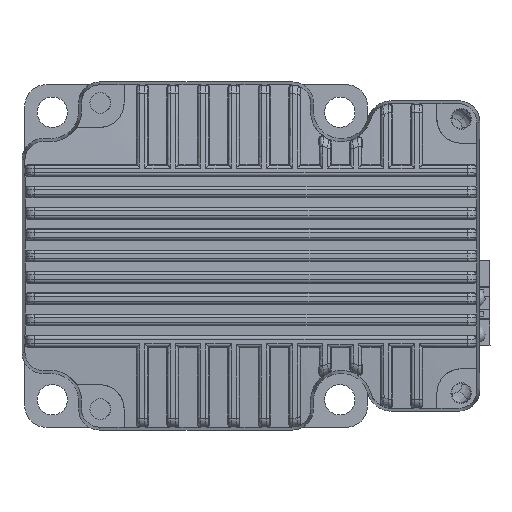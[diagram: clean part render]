
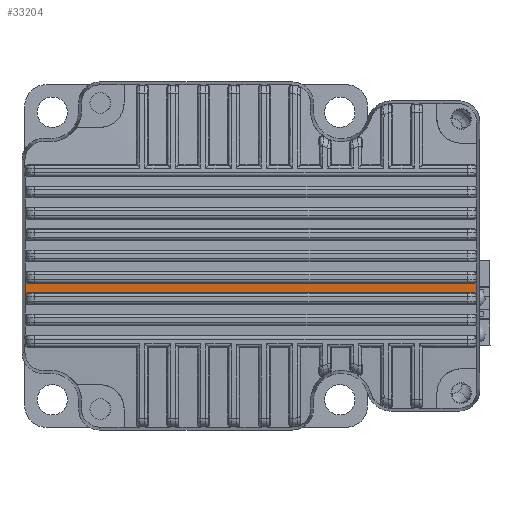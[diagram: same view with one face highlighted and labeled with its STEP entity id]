
A CAD part, front view. The second image highlights one B-rep face of the part: STEP entity #33204.
In plain terms, the highlighted cylindrical face has radius 272.359 mm (diameter 544.717 mm), a partial arc.
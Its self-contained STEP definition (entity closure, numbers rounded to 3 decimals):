
#718 = EDGE_CURVE ( 'NONE', #5637, #5721, #8826, .T. ) ;
#1148 = VERTEX_POINT ( 'NONE', #32753 ) ;
#1200 =( BOUNDED_CURVE ( )  B_SPLINE_CURVE ( 3, ( #22192, #12635, #5660, #35236 ),
 .UNSPECIFIED., .F., .F. ) 
 B_SPLINE_CURVE_WITH_KNOTS ( ( 4, 4 ),
 ( 0.015, 0.024 ),
 .UNSPECIFIED. ) 
 CURVE ( )  GEOMETRIC_REPRESENTATION_ITEM ( )  RATIONAL_B_SPLINE_CURVE ( ( 1., 1., 1., 1. ) ) 
 REPRESENTATION_ITEM ( '' )  );
#1278 = CARTESIAN_POINT ( 'NONE',  ( 56.648, -108.083, 55.487 ) ) ;
#1982 = CARTESIAN_POINT ( 'NONE',  ( 56.886, -108.073, 55.042 ) ) ;
#2206 = CARTESIAN_POINT ( 'NONE',  ( 56.386, -108.114, 57.1 ) ) ;
#2348 = VECTOR ( 'NONE', #27972, 1000. ) ;
#3772 = VERTEX_POINT ( 'NONE', #4365 ) ;
#4186 = ORIENTED_EDGE ( 'NONE', *, *, #30418, .T. ) ;
#4365 = CARTESIAN_POINT ( 'NONE',  ( -16.711, -108.114, 57.1 ) ) ;
#4610 = EDGE_CURVE ( 'NONE', #10837, #5721, #21166, .T. ) ;
#5016 = ORIENTED_EDGE ( 'NONE', *, *, #37958, .F. ) ;
#5202 = CARTESIAN_POINT ( 'NONE',  ( -17.211, -108.122, 57.6 ) ) ;
#5637 = VERTEX_POINT ( 'NONE', #1982 ) ;
#5642 = CARTESIAN_POINT ( 'NONE',  ( 56.886, -108.122, 57.6 ) ) ;
#5660 = CARTESIAN_POINT ( 'NONE',  ( 56.886, -108.093, 55.894 ) ) ;
#5721 = VERTEX_POINT ( 'NONE', #11521 ) ;
#6117 = CARTESIAN_POINT ( 'NONE',  ( -16.711, -108.114, 57.1 ) ) ;
#7874 = VERTEX_POINT ( 'NONE', #5202 ) ;
#7878 = EDGE_CURVE ( 'NONE', #1148, #10837, #38307, .T. ) ;
#8416 = ORIENTED_EDGE ( 'NONE', *, *, #4610, .T. ) ;
#8826 = B_SPLINE_CURVE_WITH_KNOTS ( 'NONE', 3,
 ( #20819, #21091, #14533, #1278, #24205, #30601 ),
 .UNSPECIFIED., .F., .F.,
 ( 4, 2, 4 ),
 ( 0., 0., 0.001 ),
 .UNSPECIFIED. ) ;
#9389 = CARTESIAN_POINT ( 'NONE',  ( -17.211, -108.12, 57.468 ) ) ;
#9660 = CARTESIAN_POINT ( 'NONE',  ( -16.843, -108.114, 57.1 ) ) ;
#10122 = CARTESIAN_POINT ( 'NONE',  ( -17.211, -108.122, 57.6 ) ) ;
#10749 = EDGE_LOOP ( 'NONE', ( #5016, #15222, #8416, #28168, #14673, #4186, #15016, #33691 ) ) ;
#10837 = VERTEX_POINT ( 'NONE', #11757 ) ;
#11343 = CARTESIAN_POINT ( 'NONE',  ( 184.931, -108.084, 55.541 ) ) ;
#11521 = CARTESIAN_POINT ( 'NONE',  ( 56.386, -108.084, 55.541 ) ) ;
#11757 = CARTESIAN_POINT ( 'NONE',  ( -16.712, -108.084, 55.541 ) ) ;
#12206 = AXIS2_PLACEMENT_3D ( 'NONE', #39999, #27033, #40141 ) ;
#12635 = CARTESIAN_POINT ( 'NONE',  ( 56.886, -108.11, 56.747 ) ) ;
#12682 = CARTESIAN_POINT ( 'NONE',  ( -17.211, -108.122, 57.6 ) ) ;
#12824 = CARTESIAN_POINT ( 'NONE',  ( 56.886, -108.122, 57.6 ) ) ;
#13121 = CARTESIAN_POINT ( 'NONE',  ( -16.972, -108.115, 57.154 ) ) ;
#13721 = CARTESIAN_POINT ( 'NONE',  ( -17.212, -108.073, 55.042 ) ) ;
#14533 = CARTESIAN_POINT ( 'NONE',  ( 56.832, -108.079, 55.303 ) ) ;
#14641 = CARTESIAN_POINT ( 'NONE',  ( -16.712, -108.084, 55.541 ) ) ;
#14673 = ORIENTED_EDGE ( 'NONE', *, *, #16620, .F. ) ;
#15016 = ORIENTED_EDGE ( 'NONE', *, *, #29552, .T. ) ;
#15222 = ORIENTED_EDGE ( 'NONE', *, *, #7878, .T. ) ;
#16356 = FACE_OUTER_BOUND ( 'NONE', #10749, .T. ) ;
#16620 = EDGE_CURVE ( 'NONE', #34288, #5637, #1200, .T. ) ;
#18249 = B_SPLINE_CURVE_WITH_KNOTS ( 'NONE', 3,
 ( #6117, #9660, #13121, #29159, #9389, #12682 ),
 .UNSPECIFIED., .F., .F.,
 ( 4, 2, 4 ),
 ( 0., 0., 0.001 ),
 .UNSPECIFIED. ) ;
#18315 = CARTESIAN_POINT ( 'NONE',  ( -16.844, -108.084, 55.541 ) ) ;
#18973 = CARTESIAN_POINT ( 'NONE',  ( 56.831, -108.118, 57.339 ) ) ;
#19270 = CARTESIAN_POINT ( 'NONE',  ( -17.211, -108.093, 55.894 ) ) ;
#19394 = CARTESIAN_POINT ( 'NONE',  ( 56.886, -108.12, 57.468 ) ) ;
#20819 = CARTESIAN_POINT ( 'NONE',  ( 56.886, -108.073, 55.042 ) ) ;
#21091 = CARTESIAN_POINT ( 'NONE',  ( 56.886, -108.076, 55.174 ) ) ;
#21166 = LINE ( 'NONE', #11343, #38435 ) ;
#21202 = CARTESIAN_POINT ( 'NONE',  ( -17.158, -108.079, 55.303 ) ) ;
#21466 = CARTESIAN_POINT ( 'NONE',  ( 184.931, -108.114, 57.1 ) ) ;
#22102 = CARTESIAN_POINT ( 'NONE',  ( 56.647, -108.115, 57.154 ) ) ;
#22192 = CARTESIAN_POINT ( 'NONE',  ( 56.886, -108.122, 57.6 ) ) ;
#24205 = CARTESIAN_POINT ( 'NONE',  ( 56.518, -108.084, 55.541 ) ) ;
#24871 = CARTESIAN_POINT ( 'NONE',  ( -16.973, -108.083, 55.487 ) ) ;
#27033 = DIRECTION ( 'NONE',  ( -1., 0., 0. ) ) ;
#27403 =( BOUNDED_CURVE ( )  B_SPLINE_CURVE ( 3, ( #13721, #19270, #29764, #10122 ),
 .UNSPECIFIED., .F., .F. ) 
 B_SPLINE_CURVE_WITH_KNOTS ( ( 4, 4 ),
 ( 3.118, 3.127 ),
 .UNSPECIFIED. ) 
 CURVE ( )  GEOMETRIC_REPRESENTATION_ITEM ( )  RATIONAL_B_SPLINE_CURVE ( ( 1., 1., 1., 1. ) ) 
 REPRESENTATION_ITEM ( '' )  );
#27707 = CARTESIAN_POINT ( 'NONE',  ( -17.212, -108.073, 55.042 ) ) ;
#27972 = DIRECTION ( 'NONE',  ( -1., 0., 0. ) ) ;
#28168 = ORIENTED_EDGE ( 'NONE', *, *, #718, .F. ) ;
#29159 = CARTESIAN_POINT ( 'NONE',  ( -17.157, -108.118, 57.339 ) ) ;
#29540 = CYLINDRICAL_SURFACE ( 'NONE', #12206, 272.359 ) ;
#29552 = EDGE_CURVE ( 'NONE', #31278, #3772, #30868, .T. ) ;
#29764 = CARTESIAN_POINT ( 'NONE',  ( -17.211, -108.11, 56.747 ) ) ;
#30418 = EDGE_CURVE ( 'NONE', #34288, #31278, #32624, .T. ) ;
#30601 = CARTESIAN_POINT ( 'NONE',  ( 56.386, -108.084, 55.541 ) ) ;
#30868 = LINE ( 'NONE', #21466, #2348 ) ;
#31257 = CARTESIAN_POINT ( 'NONE',  ( -17.212, -108.076, 55.174 ) ) ;
#31278 = VERTEX_POINT ( 'NONE', #2206 ) ;
#32624 = B_SPLINE_CURVE_WITH_KNOTS ( 'NONE', 3,
 ( #12824, #19394, #18973, #22102, #35560, #38868 ),
 .UNSPECIFIED., .F., .F.,
 ( 4, 2, 4 ),
 ( 0., 0., 0.001 ),
 .UNSPECIFIED. ) ;
#32753 = CARTESIAN_POINT ( 'NONE',  ( -17.212, -108.073, 55.042 ) ) ;
#33204 = ADVANCED_FACE ( 'NONE', ( #16356 ), #29540, .T. ) ;
#33691 = ORIENTED_EDGE ( 'NONE', *, *, #40519, .T. ) ;
#34288 = VERTEX_POINT ( 'NONE', #5642 ) ;
#35236 = CARTESIAN_POINT ( 'NONE',  ( 56.886, -108.073, 55.042 ) ) ;
#35560 = CARTESIAN_POINT ( 'NONE',  ( 56.518, -108.114, 57.1 ) ) ;
#37385 = DIRECTION ( 'NONE',  ( 1., 0., 0. ) ) ;
#37958 = EDGE_CURVE ( 'NONE', #1148, #7874, #27403, .T. ) ;
#38307 = B_SPLINE_CURVE_WITH_KNOTS ( 'NONE', 3,
 ( #27707, #31257, #21202, #24871, #18315, #14641 ),
 .UNSPECIFIED., .F., .F.,
 ( 4, 2, 4 ),
 ( 0., 0., 0.001 ),
 .UNSPECIFIED. ) ;
#38435 = VECTOR ( 'NONE', #37385, 1000. ) ;
#38868 = CARTESIAN_POINT ( 'NONE',  ( 56.386, -108.114, 57.1 ) ) ;
#39999 = CARTESIAN_POINT ( 'NONE',  ( 184.931, 164.208, 61.57 ) ) ;
#40141 = DIRECTION ( 'NONE',  ( 0., 0., 1. ) ) ;
#40519 = EDGE_CURVE ( 'NONE', #3772, #7874, #18249, .T. ) ;
